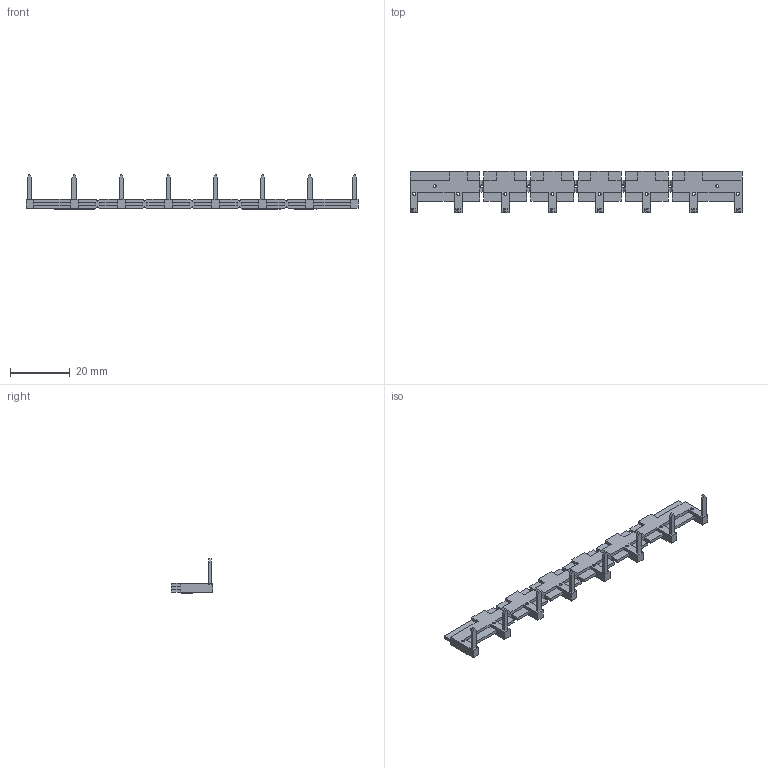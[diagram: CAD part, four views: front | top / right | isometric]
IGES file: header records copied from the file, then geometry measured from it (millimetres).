
Start section: SolidWorks IGES file using analytic representation for surfaces
Global section: file name: ZGGZ80.IGS; native system: SolidWorks 2016; preprocessor: SolidWorks 2016; author: pikusl; date: 160621.082949; units: millimetre
Bounding box: 111.3 x 13.8 x 11.49 mm (x, y, z)
Surface area: 3900.7 mm2 (no closed solid volume)
Topology: 0 solids, 0 shells, 484 faces, 5099 edges, 5099 vertices
Faces by surface type: bspline 454, revolution 30
